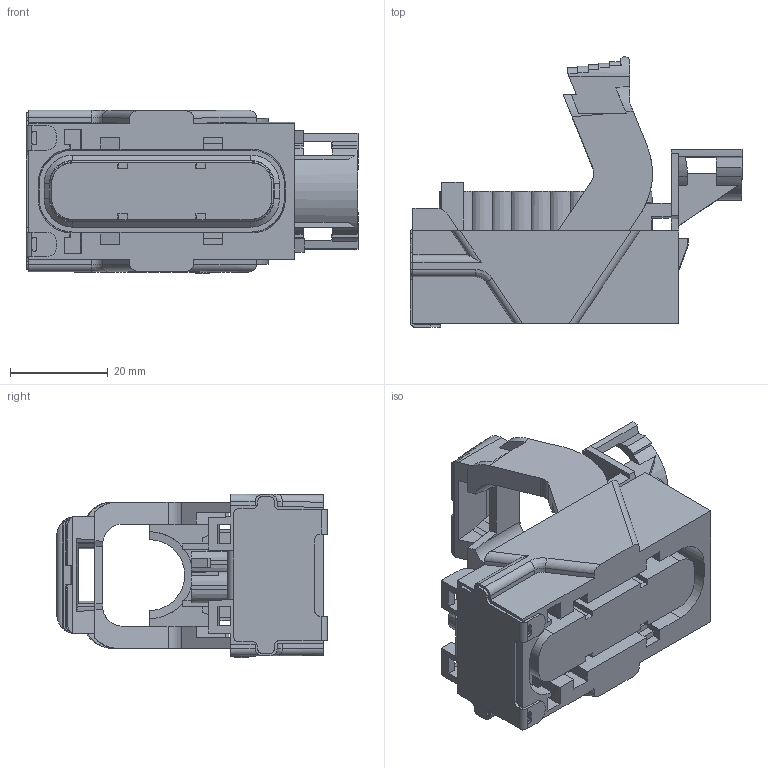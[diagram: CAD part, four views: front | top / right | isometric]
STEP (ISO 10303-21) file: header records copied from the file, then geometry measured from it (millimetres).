
FILE_DESCRIPTION(/* description */ (''),/* implementation_level */ '2;1');
FILE_NAME(/* name */ '13885474-ENV10_05-CONN.stp',/* time_stamp */ '2024-01-09T10:14:35+08:00',/* author */ (''),/* organization */ (''),/* preprocessor_version */ 'ST-DEVELOPER v16',/* originating_system */ 'SIEMENS PLM Software NX 11.0',/* authorisation */ '');
FILE_SCHEMA (('AUTOMOTIVE_DESIGN { 1 0 10303 214 3 1 1 1 }'));
Length unit declared in the file: millimetre
Products named in the file (1): 13885474-ENV10_05-CONN
Bounding box: 67.99 x 55.41 x 33.58 mm (x, y, z)
Volume: 36514.4 mm3; surface area: 17957 mm2
Topology: 1 solids, 1 shells, 575 faces, 1694 edges, 1115 vertices
Faces by surface type: plane 407, cylinder 127, cone 35, bspline 4, extrusion 2
Full cylindrical faces by diameter (mm): 3 x1
Entity records: 19490 total; most frequent: CARTESIAN_POINT 3867, ORIENTED_EDGE 3384, DIRECTION 3160, EDGE_CURVE 1692, VECTOR 1262, LINE 1260, VERTEX_POINT 1114, AXIS2_PLACEMENT_3D 949
